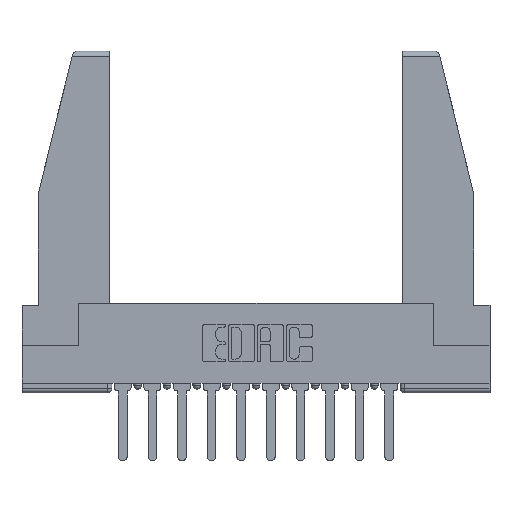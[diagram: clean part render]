
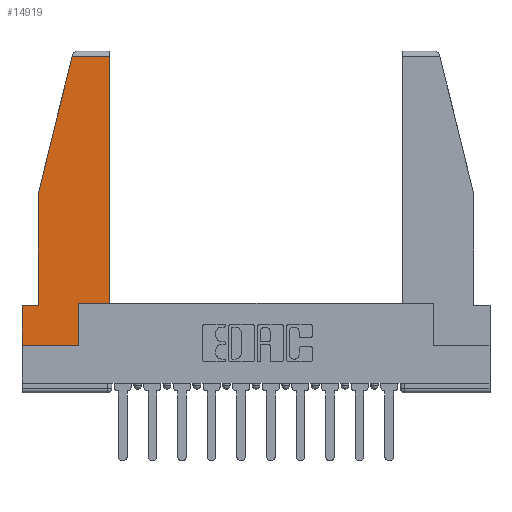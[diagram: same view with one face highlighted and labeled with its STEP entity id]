
A CAD part, top view. The second image highlights one B-rep face of the part: STEP entity #14919.
In plain terms, the highlighted planar face has unit normal (0, 0, 1).
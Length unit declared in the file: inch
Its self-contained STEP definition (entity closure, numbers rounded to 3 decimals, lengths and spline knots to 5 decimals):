
#12 = CARTESIAN_POINT ( 'NONE',  ( 0.461, 0.223, 0. ) ) ;
#235 = CARTESIAN_POINT ( 'NONE',  ( 0.086, 0.8, 0. ) ) ;
#632 = CARTESIAN_POINT ( 'NONE',  ( 0.461, 1.52, 0. ) ) ;
#896 = ORIENTED_EDGE ( 'NONE', *, *, #11729, .T. ) ;
#921 = VECTOR ( 'NONE', #9838, 39.37008 ) ;
#925 = CARTESIAN_POINT ( 'NONE',  ( 0.086, 0.8, 0. ) ) ;
#1037 = PLANE ( 'NONE',  #2851 ) ;
#1136 = VERTEX_POINT ( 'NONE', #5951 ) ;
#1276 = LINE ( 'NONE', #4713, #5910 ) ;
#1278 = EDGE_CURVE ( 'NONE', #8954, #6065, #6077, .T. ) ;
#1791 = CARTESIAN_POINT ( 'NONE',  ( 0., 0.21, 0. ) ) ;
#1939 = ORIENTED_EDGE ( 'NONE', *, *, #12142, .T. ) ;
#2303 = VECTOR ( 'NONE', #13108, 39.37008 ) ;
#2618 = CARTESIAN_POINT ( 'NONE',  ( 0., 0.21, 0. ) ) ;
#2672 = CARTESIAN_POINT ( 'NONE',  ( 0.297, 0., 0. ) ) ;
#2851 = AXIS2_PLACEMENT_3D ( 'NONE', #14638, #7921, #5526 ) ;
#2897 = DIRECTION ( 'NONE',  ( -1., 0., 0. ) ) ;
#2915 = LINE ( 'NONE', #1791, #11052 ) ;
#3097 = EDGE_CURVE ( 'NONE', #10501, #12449, #9861, .T. ) ;
#3406 = EDGE_CURVE ( 'NONE', #4622, #8954, #8201, .T. ) ;
#3440 = DIRECTION ( 'NONE',  ( 0., -1., 0. ) ) ;
#3491 = DIRECTION ( 'NONE',  ( 0., -1., 0. ) ) ;
#3498 = VECTOR ( 'NONE', #7049, 39.37008 ) ;
#3783 = DIRECTION ( 'NONE',  ( -1., 0., 0. ) ) ;
#3893 = LINE ( 'NONE', #8489, #2303 ) ;
#4622 = VERTEX_POINT ( 'NONE', #2618 ) ;
#4713 = CARTESIAN_POINT ( 'NONE',  ( 0.461, 0.223, 0. ) ) ;
#4932 = VERTEX_POINT ( 'NONE', #12 ) ;
#5293 = LINE ( 'NONE', #5362, #12613 ) ;
#5362 = CARTESIAN_POINT ( 'NONE',  ( 0.297, 0.223, 0. ) ) ;
#5526 = DIRECTION ( 'NONE',  ( 1., 0., 0. ) ) ;
#5790 = LINE ( 'NONE', #235, #13415 ) ;
#5909 = EDGE_CURVE ( 'NONE', #14473, #4932, #5293, .T. ) ;
#5910 = VECTOR ( 'NONE', #5911, 39.37008 ) ;
#5911 = DIRECTION ( 'NONE',  ( 0., 1., 0. ) ) ;
#5951 = CARTESIAN_POINT ( 'NONE',  ( 0.086, 0.21, 0. ) ) ;
#6065 = VERTEX_POINT ( 'NONE', #2672 ) ;
#6077 = LINE ( 'NONE', #9370, #3498 ) ;
#6315 = ORIENTED_EDGE ( 'NONE', *, *, #5909, .T. ) ;
#6542 = CARTESIAN_POINT ( 'NONE',  ( 0.297, 0.223, 0. ) ) ;
#7049 = DIRECTION ( 'NONE',  ( 1., 0., 0. ) ) ;
#7691 = DIRECTION ( 'NONE',  ( 1., 0., 0. ) ) ;
#7915 = CARTESIAN_POINT ( 'NONE',  ( 0., 0., 0. ) ) ;
#7921 = DIRECTION ( 'NONE',  ( 0., 0., 1. ) ) ;
#8201 = LINE ( 'NONE', #13884, #9894 ) ;
#8226 = ORIENTED_EDGE ( 'NONE', *, *, #8570, .T. ) ;
#8489 = CARTESIAN_POINT ( 'NONE',  ( 0.271, 1.55, 0. ) ) ;
#8570 = EDGE_CURVE ( 'NONE', #4932, #10501, #1276, .T. ) ;
#8617 = ORIENTED_EDGE ( 'NONE', *, *, #3097, .T. ) ;
#8680 = ORIENTED_EDGE ( 'NONE', *, *, #3406, .T. ) ;
#8954 = VERTEX_POINT ( 'NONE', #7915 ) ;
#9037 = FACE_OUTER_BOUND ( 'NONE', #13804, .T. ) ;
#9370 = CARTESIAN_POINT ( 'NONE',  ( 0., 0., 0. ) ) ;
#9838 = DIRECTION ( 'NONE',  ( 0., 1., 0. ) ) ;
#9861 = LINE ( 'NONE', #13334, #13302 ) ;
#9894 = VECTOR ( 'NONE', #3440, 39.37008 ) ;
#10051 = CARTESIAN_POINT ( 'NONE',  ( 0.2636, 1.52, 0. ) ) ;
#10501 = VERTEX_POINT ( 'NONE', #632 ) ;
#10640 = ORIENTED_EDGE ( 'NONE', *, *, #14425, .T. ) ;
#11052 = VECTOR ( 'NONE', #3783, 39.37008 ) ;
#11729 = EDGE_CURVE ( 'NONE', #12449, #13337, #3893, .T. ) ;
#12142 = EDGE_CURVE ( 'NONE', #13337, #1136, #5790, .T. ) ;
#12449 = VERTEX_POINT ( 'NONE', #10051 ) ;
#12613 = VECTOR ( 'NONE', #7691, 39.37008 ) ;
#13035 = ORIENTED_EDGE ( 'NONE', *, *, #1278, .T. ) ;
#13108 = DIRECTION ( 'NONE',  ( -0.239, -0.971, 0. ) ) ;
#13302 = VECTOR ( 'NONE', #2897, 39.37008 ) ;
#13334 = CARTESIAN_POINT ( 'NONE',  ( 0., 1.52, 0. ) ) ;
#13337 = VERTEX_POINT ( 'NONE', #925 ) ;
#13415 = VECTOR ( 'NONE', #3491, 39.37008 ) ;
#13683 = CARTESIAN_POINT ( 'NONE',  ( 0.297, 0., 0. ) ) ;
#13804 = EDGE_LOOP ( 'NONE', ( #8226, #8617, #896, #1939, #14608, #8680, #13035, #10640, #6315 ) ) ;
#13884 = CARTESIAN_POINT ( 'NONE',  ( 0., 0.21, 0. ) ) ;
#14425 = EDGE_CURVE ( 'NONE', #6065, #14473, #14881, .T. ) ;
#14473 = VERTEX_POINT ( 'NONE', #6542 ) ;
#14608 = ORIENTED_EDGE ( 'NONE', *, *, #14855, .T. ) ;
#14638 = CARTESIAN_POINT ( 'NONE',  ( 0., 0., 0. ) ) ;
#14855 = EDGE_CURVE ( 'NONE', #1136, #4622, #2915, .T. ) ;
#14881 = LINE ( 'NONE', #13683, #921 ) ;
#14919 = ADVANCED_FACE ( 'NONE', ( #9037 ), #1037, .T. ) ;
